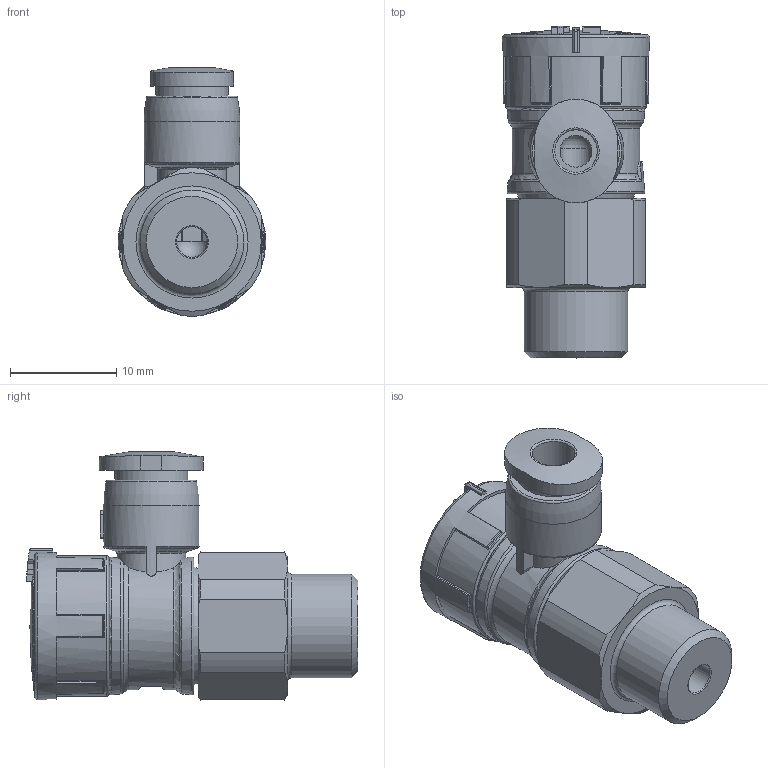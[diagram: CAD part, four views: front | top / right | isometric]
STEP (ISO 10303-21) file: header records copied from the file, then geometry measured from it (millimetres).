
FILE_DESCRIPTION(/* description */ ('STEP AP214'),/* implementation_level */ '2;1');
FILE_NAME(/* name */ '8157628_VFOE-LS-T-R18-Q4-F1A',/* time_stamp */ '2024-09-16T12:24:26+02:00',/* author */ ('License CC BY-ND 4.0'),/* organization */ ('CADENAS'),/* preprocessor_version */ 'ST-DEVELOPER v19.3',/* originating_system */ 'PARTsolutions',/* authorisation */ ' ');
FILE_SCHEMA (('AUTOMOTIVE_DESIGN {1 0 10303 214 3 1 1}'));
Length unit declared in the file: millimetre
Products named in the file (2): 8157628 VFOE-LS-T-R18-Q4-F1A---(high); 8068750 VFOE-LS-T-R18-Q4---(highp)
Assembly tree (1 placements, depth 2):
  8157628 VFOE-LS-T-R18-Q4-F1A---(high)
    8068750 VFOE-LS-T-R18-Q4---(highp)
Bounding box: 13.85 x 31.16 x 23.32 mm (x, y, z)
Volume: 3965.5 mm3; surface area: 2356 mm2
Topology: 1 solids, 1 shells, 223 faces, 614 edges, 404 vertices
Faces by surface type: plane 110, cylinder 56, torus 32, cone 18, sphere 7
Full cylindrical faces by diameter (mm): 2.9 x1, 3 x1, 4 x1, 6.85 x1, 9 x1, 9.728 x1, 13.189 x1
Entity records: 8691 total; most frequent: CARTESIAN_POINT 1671, ORIENTED_EDGE 1154, DIRECTION 1096, EDGE_CURVE 577, AXIS2_PLACEMENT_3D 442, VERTEX_POINT 391, EDGE_LOOP 260, FACE_BOUND 260
